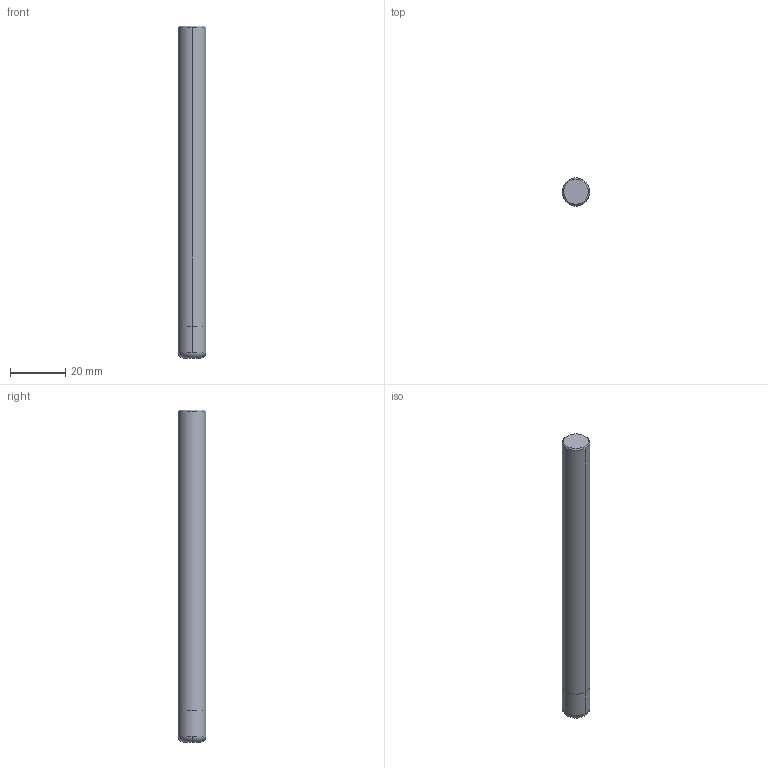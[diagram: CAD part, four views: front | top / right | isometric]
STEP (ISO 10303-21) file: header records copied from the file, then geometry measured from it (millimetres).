
FILE_DESCRIPTION(('STEP AP242'),'1');
FILE_NAME('607410471-000-01-E43.stp','2021-11-16T14:08:24',(' '),(' '),'Spatial InterOp 3D',' ',' ');
FILE_SCHEMA(('AP242_MANAGED_MODEL_BASED_3D_ENGINEERING_MIM_LF {1 0 10303 442 1 1 4}'));
Length unit declared in the file: millimetre
Products named in the file (1): 1
Bounding box: 10 x 10 x 120 mm (x, y, z)
Volume: 9396.4 mm3; surface area: 4045.8 mm2
Topology: 2 solids, 2 shells, 12 faces, 25 edges, 19 vertices
Faces by surface type: cylinder 4, plane 4, torus 2, cone 2
Entity records: 471 total; most frequent: DIRECTION 74, CARTESIAN_POINT 58, ORIENTED_EDGE 46, AXIS2_PLACEMENT_3D 35, EDGE_CURVE 23, CIRCLE 17, VERTEX_POINT 15, STYLED_ITEM 14
